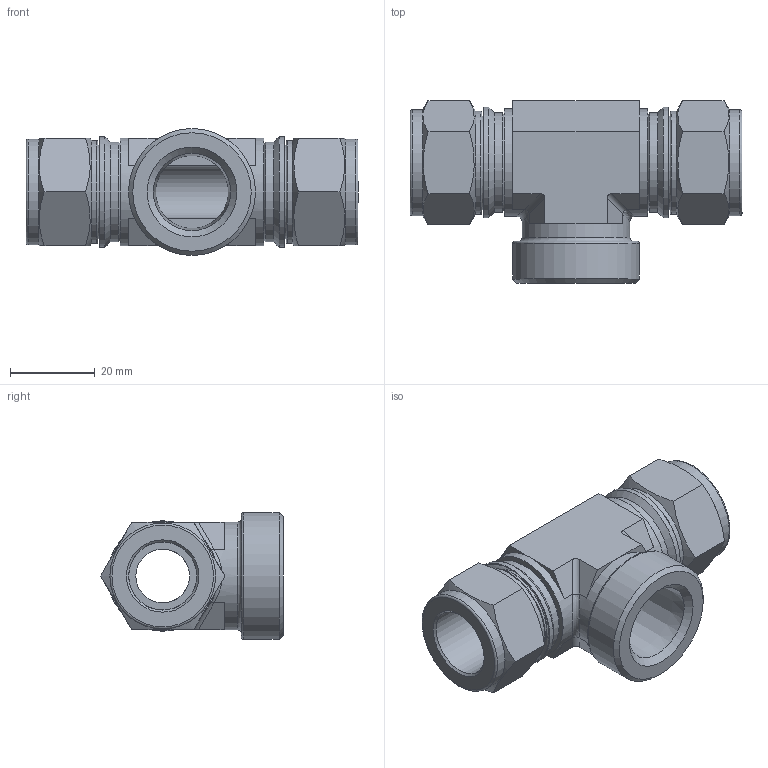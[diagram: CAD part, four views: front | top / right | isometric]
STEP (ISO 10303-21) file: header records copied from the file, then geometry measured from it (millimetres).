
FILE_DESCRIPTION(/* description */ (''),/* implementation_level */ '2;1');
FILE_NAME(/* name */ 'SFBTI-10-8N.stp',/* time_stamp */ '2022-04-28T10:23:22+09:00',/* author */ ('user'),/* organization */ (''),/* preprocessor_version */ 'ST-DEVELOPER v18.1',/* originating_system */ 'Autodesk Inventor 2022',/* authorisation */ '');
FILE_SCHEMA (('AUTOMOTIVE_DESIGN { 1 0 10303 214 3 1 1 }'));
Length unit declared in the file: millimetre
Products named in the file (1): SFBT-10-8N
Bounding box: 78.45 x 43.16 x 30 mm (x, y, z)
Volume: 32445.2 mm3; surface area: 16042.2 mm2
Topology: 1 solids, 1 shells, 115 faces, 255 edges, 154 vertices
Faces by surface type: plane 56, cylinder 28, cone 19, torus 6, bspline 6
Full cylindrical faces by diameter (mm): 12.7 x1, 16.05 x2, 16.1 x2, 17.2 x1, 20.4 x2, 20.8 x2, 22.22 x2, 23.5 x2, 24.3 x2, 25 x2, 25.4 x3, 26.1 x2, 30 x1
Entity records: 3336 total; most frequent: CARTESIAN_POINT 751, DIRECTION 561, ORIENTED_EDGE 510, EDGE_CURVE 255, AXIS2_PLACEMENT_3D 224, VERTEX_POINT 154, EDGE_LOOP 131, FACE_OUTER_BOUND 115
